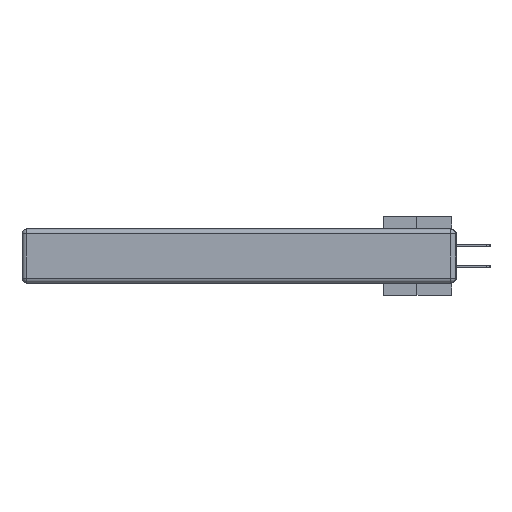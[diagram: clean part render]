
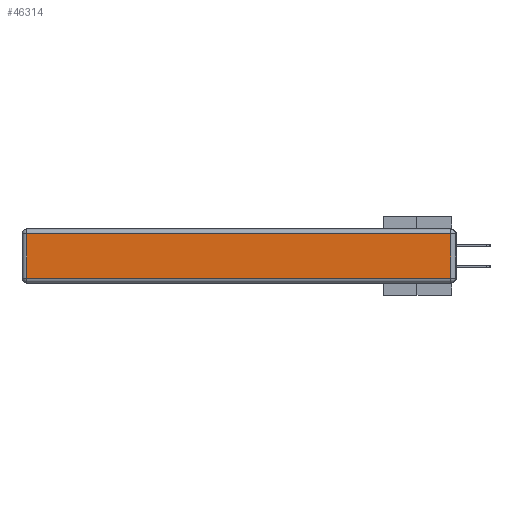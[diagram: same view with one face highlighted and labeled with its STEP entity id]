
A CAD part, left-side view. The second image highlights one B-rep face of the part: STEP entity #46314.
In plain terms, the highlighted planar face has unit normal (-1, 0, 0).
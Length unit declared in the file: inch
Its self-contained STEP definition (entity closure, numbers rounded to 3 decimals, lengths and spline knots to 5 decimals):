
#1504 = DIRECTION ( 'NONE',  ( 0., 0., -1. ) ) ;
#1677 = EDGE_CURVE ( 'NONE', #20512, #42155, #6776, .T. ) ;
#4111 = EDGE_CURVE ( 'NONE', #42343, #15048, #44395, .T. ) ;
#5183 = ORIENTED_EDGE ( 'NONE', *, *, #1677, .T. ) ;
#6502 = CARTESIAN_POINT ( 'NONE',  ( 0., 0.03, -0.313 ) ) ;
#6776 = LINE ( 'NONE', #24252, #16202 ) ;
#7629 = EDGE_LOOP ( 'NONE', ( #20213, #5183, #24799, #45289 ) ) ;
#10075 = DIRECTION ( 'NONE',  ( 0., 0., 1. ) ) ;
#11108 = AXIS2_PLACEMENT_3D ( 'NONE', #24930, #29080, #10075 ) ;
#12516 = LINE ( 'NONE', #39787, #13658 ) ;
#13658 = VECTOR ( 'NONE', #16450, 39.37008 ) ;
#15048 = VERTEX_POINT ( 'NONE', #32702 ) ;
#15168 = LINE ( 'NONE', #21998, #34147 ) ;
#16202 = VECTOR ( 'NONE', #35488, 39.37008 ) ;
#16450 = DIRECTION ( 'NONE',  ( 0., 1., 0. ) ) ;
#20213 = ORIENTED_EDGE ( 'NONE', *, *, #20431, .T. ) ;
#20431 = EDGE_CURVE ( 'NONE', #15048, #20512, #15168, .T. ) ;
#20512 = VERTEX_POINT ( 'NONE', #6502 ) ;
#21998 = CARTESIAN_POINT ( 'NONE',  ( 0., 0., -0.313 ) ) ;
#24252 = CARTESIAN_POINT ( 'NONE',  ( 0., 0.03, -0.343 ) ) ;
#24799 = ORIENTED_EDGE ( 'NONE', *, *, #45395, .T. ) ;
#24930 = CARTESIAN_POINT ( 'NONE',  ( 0., 0., -0.343 ) ) ;
#25427 = PLANE ( 'NONE',  #11108 ) ;
#25660 = DIRECTION ( 'NONE',  ( 0., -1., 0. ) ) ;
#27870 = VECTOR ( 'NONE', #1504, 39.37008 ) ;
#29080 = DIRECTION ( 'NONE',  ( -1., 0., 0. ) ) ;
#29537 = FACE_OUTER_BOUND ( 'NONE', #7629, .T. ) ;
#31192 = CARTESIAN_POINT ( 'NONE',  ( 0., 2.72, -0.03 ) ) ;
#32299 = CARTESIAN_POINT ( 'NONE',  ( 0., 2.72, -0.343 ) ) ;
#32702 = CARTESIAN_POINT ( 'NONE',  ( 0., 2.72, -0.313 ) ) ;
#34147 = VECTOR ( 'NONE', #25660, 39.37008 ) ;
#35488 = DIRECTION ( 'NONE',  ( 0., 0., 1. ) ) ;
#38154 = CARTESIAN_POINT ( 'NONE',  ( 0., 0.03, -0.03 ) ) ;
#39787 = CARTESIAN_POINT ( 'NONE',  ( 0., 2.75, -0.03 ) ) ;
#42155 = VERTEX_POINT ( 'NONE', #38154 ) ;
#42343 = VERTEX_POINT ( 'NONE', #31192 ) ;
#44395 = LINE ( 'NONE', #32299, #27870 ) ;
#45289 = ORIENTED_EDGE ( 'NONE', *, *, #4111, .T. ) ;
#45395 = EDGE_CURVE ( 'NONE', #42155, #42343, #12516, .T. ) ;
#46314 = ADVANCED_FACE ( 'NONE', ( #29537 ), #25427, .T. ) ;
